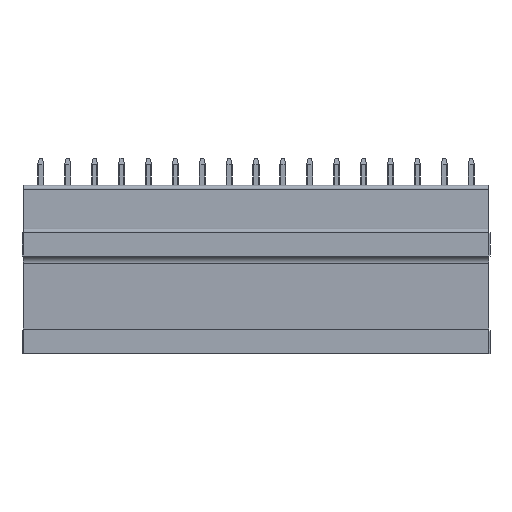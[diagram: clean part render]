
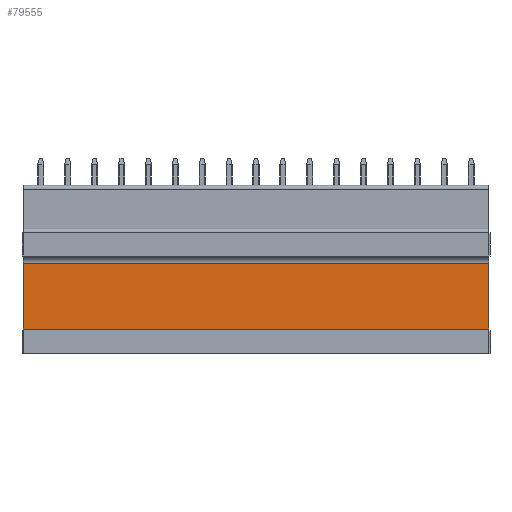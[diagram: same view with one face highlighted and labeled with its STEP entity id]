
A CAD part, front view. The second image highlights one B-rep face of the part: STEP entity #79555.
In plain terms, the highlighted planar face has unit normal (0, -1, -0.026).
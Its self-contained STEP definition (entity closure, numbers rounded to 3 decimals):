
#27124=DIRECTION('',(-1.,0.,0.));
#27125=VECTOR('',#27124,60.6);
#27126=CARTESIAN_POINT('',(-0.15,4.2,-9.5));
#27127=LINE('',#27126,#27125);
#27132=DIRECTION('',(0.,0.026,-1.));
#27133=VECTOR('',#27132,8.529);
#27134=CARTESIAN_POINT('',(-60.75,3.98,-0.974));
#27135=LINE('',#27134,#27133);
#27136=DIRECTION('',(-1.,0.,0.));
#27137=VECTOR('',#27136,60.6);
#27138=CARTESIAN_POINT('',(-0.15,3.98,-0.974));
#27139=LINE('',#27138,#27137);
#27140=DIRECTION('',(0.,0.026,-1.));
#27141=VECTOR('',#27140,8.529);
#27142=CARTESIAN_POINT('',(-0.15,3.98,-0.974));
#27143=LINE('',#27142,#27141);
#37420=CARTESIAN_POINT('',(-0.15,3.98,-0.974));
#37421=VERTEX_POINT('',#37420);
#37422=CARTESIAN_POINT('',(-0.15,4.2,-9.5));
#37423=VERTEX_POINT('',#37422);
#42355=CARTESIAN_POINT('',(-60.75,3.98,-0.974));
#42356=VERTEX_POINT('',#42355);
#42357=CARTESIAN_POINT('',(-60.75,4.2,-9.5));
#42358=VERTEX_POINT('',#42357);
#79542=CARTESIAN_POINT('',(0.,3.98,-0.974));
#79543=DIRECTION('',(0.,-1.,-0.026));
#79544=DIRECTION('',(0.,0.026,-1.));
#79545=AXIS2_PLACEMENT_3D('',#79542,#79543,#79544);
#79546=PLANE('',#79545);
#79547=ORIENTED_EDGE('',*,*,#60520,.F.);
#79549=ORIENTED_EDGE('',*,*,#79548,.F.);
#79551=ORIENTED_EDGE('',*,*,#79550,.T.);
#79552=ORIENTED_EDGE('',*,*,#79534,.T.);
#79553=EDGE_LOOP('',(#79547,#79549,#79551,#79552));
#79554=FACE_OUTER_BOUND('',#79553,.F.);
#79555=ADVANCED_FACE('',(#79554),#79546,.T.);
#60520=EDGE_CURVE('',#42356,#42358,#27135,.T.);
#79534=EDGE_CURVE('',#37423,#42358,#27127,.T.);
#79548=EDGE_CURVE('',#37421,#42356,#27139,.T.);
#79550=EDGE_CURVE('',#37421,#37423,#27143,.T.);
